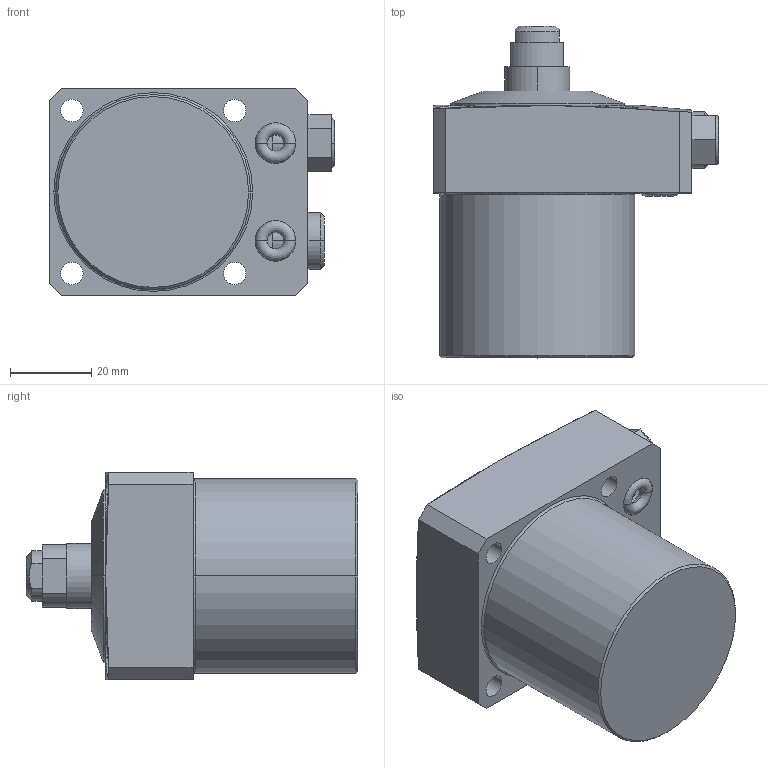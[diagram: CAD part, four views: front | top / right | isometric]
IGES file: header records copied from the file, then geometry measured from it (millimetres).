
Start section:  PTC IGES file: ilcml1021600h.igs
Global section: file name: ilcml1021600h.igs; native system: Creo Parametric by Parametric Technology Corporation; preprocessor: 2013320; author: ngp; organization: Unknown; date: 20180718.130732; units: millimetre
Bounding box: 70.03 x 81.5 x 51 mm (x, y, z)
Surface area: 22668.1 mm2 (no closed solid volume)
Topology: 0 solids, 0 shells, 143 faces, 1006 edges, 1236 vertices
Faces by surface type: revolution 86, bspline 57
